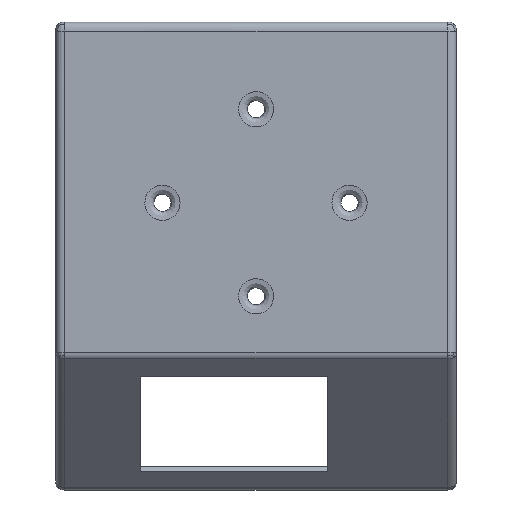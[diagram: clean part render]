
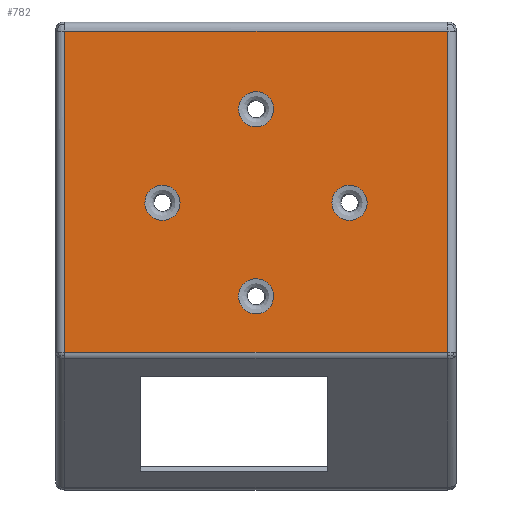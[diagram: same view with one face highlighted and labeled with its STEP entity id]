
A CAD part, top view. The second image highlights one B-rep face of the part: STEP entity #782.
In plain terms, the highlighted planar face has unit normal (0, 0, 1).
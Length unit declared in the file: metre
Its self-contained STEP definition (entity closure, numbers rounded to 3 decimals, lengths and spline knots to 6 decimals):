
#153=ORIENTED_EDGE('',*,*,#387,.T.);
#154=ORIENTED_EDGE('',*,*,#388,.T.);
#155=ORIENTED_EDGE('',*,*,#389,.T.);
#156=ORIENTED_EDGE('',*,*,#390,.T.);
#157=ORIENTED_EDGE('',*,*,#391,.T.);
#158=ORIENTED_EDGE('',*,*,#392,.T.);
#159=ORIENTED_EDGE('',*,*,#393,.T.);
#160=ORIENTED_EDGE('',*,*,#394,.T.);
#387=EDGE_CURVE('',#502,#502,#562,.T.);
#388=EDGE_CURVE('',#503,#503,#563,.T.);
#389=EDGE_CURVE('',#504,#504,#564,.T.);
#390=EDGE_CURVE('',#505,#505,#565,.T.);
#391=EDGE_CURVE('',#506,#507,#566,.T.);
#392=EDGE_CURVE('',#507,#508,#567,.T.);
#393=EDGE_CURVE('',#508,#509,#568,.T.);
#394=EDGE_CURVE('',#509,#506,#569,.T.);
#502=VERTEX_POINT('',#1096);
#503=VERTEX_POINT('',#1116);
#504=VERTEX_POINT('',#1136);
#505=VERTEX_POINT('',#1156);
#506=VERTEX_POINT('',#1161);
#507=VERTEX_POINT('',#1162);
#508=VERTEX_POINT('',#1167);
#509=VERTEX_POINT('',#1172);
#562=B_SPLINE_CURVE_WITH_KNOTS('',3,(#1077,#1078,#1079,#1080,#1081,#1082,
#1083,#1084,#1085,#1086,#1087,#1088,#1089,#1090,#1091,#1092,#1093,#1094,
#1095),.UNSPECIFIED.,.T.,.F.,(1,1,1,1,1,1,1,1,1,1,1,1,1,1,1,1,1,1,1,1,1,
1,1),(-0.190789,-0.128289,-0.065789,0.,0.059375,
0.121719,0.184211,0.246711,0.309211,0.371711,
0.434211,0.496711,0.559211,0.621711,
0.684211,0.746711,0.809211,0.871711,
0.934211,1.,1.059375,1.121719,1.184211),.UNSPECIFIED.);
#563=B_SPLINE_CURVE_WITH_KNOTS('',3,(#1097,#1098,#1099,#1100,#1101,#1102,
#1103,#1104,#1105,#1106,#1107,#1108,#1109,#1110,#1111,#1112,#1113,#1114,
#1115),.UNSPECIFIED.,.T.,.F.,(1,1,1,1,1,1,1,1,1,1,1,1,1,1,1,1,1,1,1,1,1,
1,1),(-0.190789,-0.128289,-0.065789,0.,0.059375,
0.121719,0.184211,0.246711,0.309211,0.371711,
0.434211,0.496711,0.559211,0.621711,
0.684211,0.746711,0.809211,0.871711,
0.934211,1.,1.059375,1.121719,1.184211),.UNSPECIFIED.);
#564=B_SPLINE_CURVE_WITH_KNOTS('',3,(#1117,#1118,#1119,#1120,#1121,#1122,
#1123,#1124,#1125,#1126,#1127,#1128,#1129,#1130,#1131,#1132,#1133,#1134,
#1135),.UNSPECIFIED.,.T.,.F.,(1,1,1,1,1,1,1,1,1,1,1,1,1,1,1,1,1,1,1,1,1,
1,1),(-0.190789,-0.128289,-0.065789,0.,0.059375,
0.121719,0.184211,0.246711,0.309211,0.371711,
0.434211,0.496711,0.559211,0.621711,
0.684211,0.746711,0.809211,0.871711,
0.934211,1.,1.059375,1.121719,1.184211),.UNSPECIFIED.);
#565=B_SPLINE_CURVE_WITH_KNOTS('',3,(#1137,#1138,#1139,#1140,#1141,#1142,
#1143,#1144,#1145,#1146,#1147,#1148,#1149,#1150,#1151,#1152,#1153,#1154,
#1155),.UNSPECIFIED.,.T.,.F.,(1,1,1,1,1,1,1,1,1,1,1,1,1,1,1,1,1,1,1,1,1,
1,1),(-0.190789,-0.128289,-0.065789,0.,0.059375,
0.121719,0.184211,0.246711,0.309211,0.371711,
0.434211,0.496711,0.559211,0.621711,
0.684211,0.746711,0.809211,0.871711,
0.934211,1.,1.059375,1.121719,1.184211),.UNSPECIFIED.);
#566=B_SPLINE_CURVE_WITH_KNOTS('',3,(#1157,#1158,#1159,#1160),
 .UNSPECIFIED.,.F.,.F.,(4,4),(0.,1.),.UNSPECIFIED.);
#567=B_SPLINE_CURVE_WITH_KNOTS('',3,(#1163,#1164,#1165,#1166),
 .UNSPECIFIED.,.F.,.F.,(4,4),(0.,1.),.UNSPECIFIED.);
#568=B_SPLINE_CURVE_WITH_KNOTS('',3,(#1168,#1169,#1170,#1171),
 .UNSPECIFIED.,.F.,.F.,(4,4),(0.,1.),.UNSPECIFIED.);
#569=B_SPLINE_CURVE_WITH_KNOTS('',3,(#1173,#1174,#1175,#1176),
 .UNSPECIFIED.,.F.,.F.,(4,4),(0.,1.),.UNSPECIFIED.);
#638=EDGE_LOOP('',(#153));
#639=EDGE_LOOP('',(#154));
#640=EDGE_LOOP('',(#155));
#641=EDGE_LOOP('',(#156));
#642=EDGE_LOOP('',(#157,#158,#159,#160));
#703=FACE_BOUND('',#638,.T.);
#704=FACE_BOUND('',#639,.T.);
#705=FACE_BOUND('',#640,.T.);
#706=FACE_BOUND('',#641,.T.);
#707=FACE_BOUND('',#642,.T.);
#765=PLANE('',#845);
#782=ADVANCED_FACE('',(#703,#704,#705,#706,#707),#765,.T.);
#845=AXIS2_PLACEMENT_3D('',#1076,#891,#892);
#891=DIRECTION('',(0.,0.,1.));
#892=DIRECTION('',(1.,0.,0.));
#1076=CARTESIAN_POINT('',(0.,-0.00335,0.0635));
#1077=CARTESIAN_POINT('',(-0.006303,-0.021461,0.0635));
#1078=CARTESIAN_POINT('',(-0.006854,-0.018833,0.0635));
#1079=CARTESIAN_POINT('',(-0.006359,-0.016213,0.0635));
#1080=CARTESIAN_POINT('',(-0.004945,-0.013998,0.0635));
#1081=CARTESIAN_POINT('',(-0.002755,-0.012468,0.0635));
#1082=CARTESIAN_POINT('',(-0.000143,-0.011891,0.0635));
#1083=CARTESIAN_POINT('',(0.00249,-0.012358,0.0635));
#1084=CARTESIAN_POINT('',(0.004744,-0.013797,0.0635));
#1085=CARTESIAN_POINT('',(0.006276,-0.015989,0.0635));
#1086=CARTESIAN_POINT('',(0.006853,-0.018601,0.0635));
#1087=CARTESIAN_POINT('',(0.006386,-0.021234,0.0635));
#1088=CARTESIAN_POINT('',(0.004947,-0.023488,0.0635));
#1089=CARTESIAN_POINT('',(0.002755,-0.02502,0.0635));
#1090=CARTESIAN_POINT('',(0.000143,-0.025597,0.0635));
#1091=CARTESIAN_POINT('',(-0.00249,-0.02513,0.0635));
#1092=CARTESIAN_POINT('',(-0.004744,-0.023691,0.0635));
#1093=CARTESIAN_POINT('',(-0.006303,-0.021461,0.0635));
#1094=CARTESIAN_POINT('',(-0.006854,-0.018833,0.0635));
#1095=CARTESIAN_POINT('',(-0.006359,-0.016213,0.0635));
#1096=CARTESIAN_POINT('',(-0.00668,-0.018744,0.0635));
#1097=CARTESIAN_POINT('',(0.029257,0.014099,0.0635));
#1098=CARTESIAN_POINT('',(0.028706,0.016727,0.0635));
#1099=CARTESIAN_POINT('',(0.029201,0.019347,0.0635));
#1100=CARTESIAN_POINT('',(0.030615,0.021562,0.0635));
#1101=CARTESIAN_POINT('',(0.032805,0.023092,0.0635));
#1102=CARTESIAN_POINT('',(0.035417,0.023669,0.0635));
#1103=CARTESIAN_POINT('',(0.03805,0.023202,0.0635));
#1104=CARTESIAN_POINT('',(0.040304,0.021763,0.0635));
#1105=CARTESIAN_POINT('',(0.041836,0.019571,0.0635));
#1106=CARTESIAN_POINT('',(0.042413,0.016959,0.0635));
#1107=CARTESIAN_POINT('',(0.041946,0.014326,0.0635));
#1108=CARTESIAN_POINT('',(0.040507,0.012072,0.0635));
#1109=CARTESIAN_POINT('',(0.038315,0.01054,0.0635));
#1110=CARTESIAN_POINT('',(0.035703,0.009963,0.0635));
#1111=CARTESIAN_POINT('',(0.03307,0.01043,0.0635));
#1112=CARTESIAN_POINT('',(0.030816,0.011869,0.0635));
#1113=CARTESIAN_POINT('',(0.029257,0.014099,0.0635));
#1114=CARTESIAN_POINT('',(0.028706,0.016727,0.0635));
#1115=CARTESIAN_POINT('',(0.029201,0.019347,0.0635));
#1116=CARTESIAN_POINT('',(0.02888,0.016816,0.0635));
#1117=CARTESIAN_POINT('',(-0.006303,0.049659,0.0635));
#1118=CARTESIAN_POINT('',(-0.006854,0.052287,0.0635));
#1119=CARTESIAN_POINT('',(-0.006359,0.054907,0.0635));
#1120=CARTESIAN_POINT('',(-0.004945,0.057122,0.0635));
#1121=CARTESIAN_POINT('',(-0.002755,0.058652,0.0635));
#1122=CARTESIAN_POINT('',(-0.000143,0.059229,0.0635));
#1123=CARTESIAN_POINT('',(0.00249,0.058762,0.0635));
#1124=CARTESIAN_POINT('',(0.004744,0.057323,0.0635));
#1125=CARTESIAN_POINT('',(0.006276,0.055131,0.0635));
#1126=CARTESIAN_POINT('',(0.006853,0.052519,0.0635));
#1127=CARTESIAN_POINT('',(0.006386,0.049886,0.0635));
#1128=CARTESIAN_POINT('',(0.004947,0.047632,0.0635));
#1129=CARTESIAN_POINT('',(0.002755,0.0461,0.0635));
#1130=CARTESIAN_POINT('',(0.000143,0.045523,0.0635));
#1131=CARTESIAN_POINT('',(-0.00249,0.04599,0.0635));
#1132=CARTESIAN_POINT('',(-0.004744,0.047429,0.0635));
#1133=CARTESIAN_POINT('',(-0.006303,0.049659,0.0635));
#1134=CARTESIAN_POINT('',(-0.006854,0.052287,0.0635));
#1135=CARTESIAN_POINT('',(-0.006359,0.054907,0.0635));
#1136=CARTESIAN_POINT('',(-0.00668,0.052376,0.0635));
#1137=CARTESIAN_POINT('',(-0.041863,0.014099,0.0635));
#1138=CARTESIAN_POINT('',(-0.042414,0.016727,0.0635));
#1139=CARTESIAN_POINT('',(-0.041919,0.019347,0.0635));
#1140=CARTESIAN_POINT('',(-0.040505,0.021562,0.0635));
#1141=CARTESIAN_POINT('',(-0.038315,0.023092,0.0635));
#1142=CARTESIAN_POINT('',(-0.035703,0.023669,0.0635));
#1143=CARTESIAN_POINT('',(-0.03307,0.023202,0.0635));
#1144=CARTESIAN_POINT('',(-0.030816,0.021763,0.0635));
#1145=CARTESIAN_POINT('',(-0.029284,0.019571,0.0635));
#1146=CARTESIAN_POINT('',(-0.028707,0.016959,0.0635));
#1147=CARTESIAN_POINT('',(-0.029174,0.014326,0.0635));
#1148=CARTESIAN_POINT('',(-0.030613,0.012072,0.0635));
#1149=CARTESIAN_POINT('',(-0.032805,0.01054,0.0635));
#1150=CARTESIAN_POINT('',(-0.035417,0.009963,0.0635));
#1151=CARTESIAN_POINT('',(-0.03805,0.01043,0.0635));
#1152=CARTESIAN_POINT('',(-0.040304,0.011869,0.0635));
#1153=CARTESIAN_POINT('',(-0.041863,0.014099,0.0635));
#1154=CARTESIAN_POINT('',(-0.042414,0.016727,0.0635));
#1155=CARTESIAN_POINT('',(-0.041919,0.019347,0.0635));
#1156=CARTESIAN_POINT('',(-0.04224,0.016816,0.0635));
#1157=CARTESIAN_POINT('',(-0.072695,0.082045,0.0635));
#1158=CARTESIAN_POINT('',(-0.072695,0.041364,0.0635));
#1159=CARTESIAN_POINT('',(-0.072695,0.000683,0.0635));
#1160=CARTESIAN_POINT('',(-0.072695,-0.039998,0.0635));
#1161=CARTESIAN_POINT('',(-0.072695,0.082045,0.0635));
#1162=CARTESIAN_POINT('',(-0.072695,-0.039998,0.0635));
#1163=CARTESIAN_POINT('',(-0.072695,-0.039998,0.0635));
#1164=CARTESIAN_POINT('',(-0.024232,-0.039998,0.0635));
#1165=CARTESIAN_POINT('',(0.024232,-0.039998,0.0635));
#1166=CARTESIAN_POINT('',(0.072695,-0.039998,0.0635));
#1167=CARTESIAN_POINT('',(0.072695,-0.039998,0.0635));
#1168=CARTESIAN_POINT('',(0.072695,-0.039998,0.0635));
#1169=CARTESIAN_POINT('',(0.072695,0.000683,0.0635));
#1170=CARTESIAN_POINT('',(0.072695,0.041364,0.0635));
#1171=CARTESIAN_POINT('',(0.072695,0.082045,0.0635));
#1172=CARTESIAN_POINT('',(0.072695,0.082045,0.0635));
#1173=CARTESIAN_POINT('',(0.072695,0.082045,0.0635));
#1174=CARTESIAN_POINT('',(0.024232,0.082045,0.0635));
#1175=CARTESIAN_POINT('',(-0.024232,0.082045,0.0635));
#1176=CARTESIAN_POINT('',(-0.072695,0.082045,0.0635));
